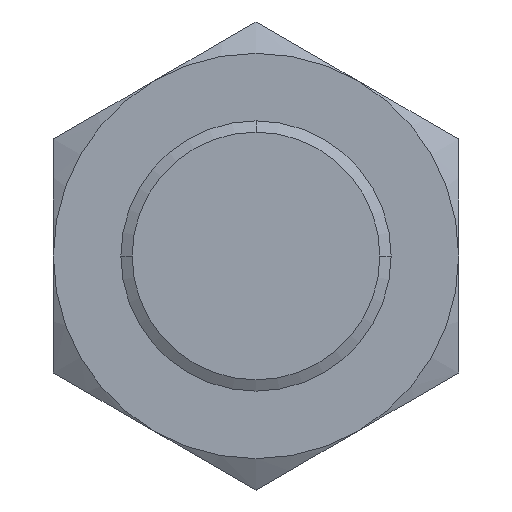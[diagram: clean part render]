
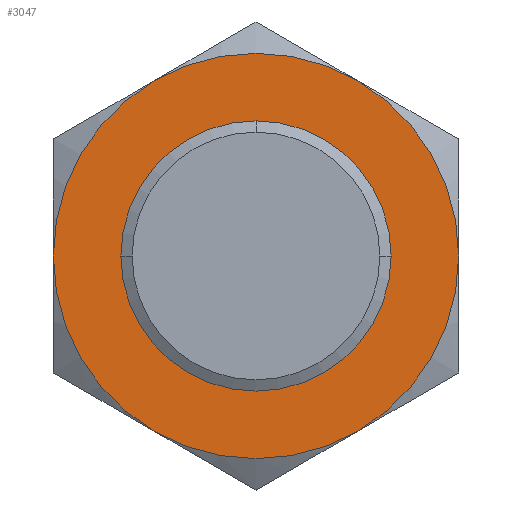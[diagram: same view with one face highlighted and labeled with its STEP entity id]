
A CAD part, front view. The second image highlights one B-rep face of the part: STEP entity #3047.
In plain terms, the highlighted planar face has unit normal (0, -1, 0).
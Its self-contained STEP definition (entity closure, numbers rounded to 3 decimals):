
#97 = EDGE_CURVE ( 'NONE', #3182, #3578, #1811, .T. ) ;
#110 = CARTESIAN_POINT ( 'NONE',  ( 0., 10., 0. ) ) ;
#117 = CIRCLE ( 'NONE', #2350, 9. ) ;
#238 = CARTESIAN_POINT ( 'NONE',  ( 6., 10., 0. ) ) ;
#261 = ORIENTED_EDGE ( 'NONE', *, *, #1486, .F. ) ;
#311 = AXIS2_PLACEMENT_3D ( 'NONE', #3535, #2645, #2103 ) ;
#349 = ORIENTED_EDGE ( 'NONE', *, *, #1091, .F. ) ;
#350 = AXIS2_PLACEMENT_3D ( 'NONE', #110, #2134, #526 ) ;
#353 = VERTEX_POINT ( 'NONE', #1218 ) ;
#526 = DIRECTION ( 'NONE',  ( 1., 0., 0. ) ) ;
#630 = DIRECTION ( 'NONE',  ( 1., 0., 0. ) ) ;
#633 = CARTESIAN_POINT ( 'NONE',  ( 0., 10., 0. ) ) ;
#677 = CARTESIAN_POINT ( 'NONE',  ( -4.5, 10., 7.794 ) ) ;
#723 = CARTESIAN_POINT ( 'NONE',  ( -4.5, 10., -7.794 ) ) ;
#731 = CARTESIAN_POINT ( 'NONE',  ( -6., 10., 0. ) ) ;
#853 = CIRCLE ( 'NONE', #3628, 6. ) ;
#955 = DIRECTION ( 'NONE',  ( 1., 0., 0. ) ) ;
#976 = DIRECTION ( 'NONE',  ( 1., 0., 0. ) ) ;
#986 = VERTEX_POINT ( 'NONE', #1077 ) ;
#1029 = DIRECTION ( 'NONE',  ( -1., 0., 0. ) ) ;
#1051 = EDGE_CURVE ( 'NONE', #353, #2844, #1113, .T. ) ;
#1077 = CARTESIAN_POINT ( 'NONE',  ( 4.5, 10., 7.794 ) ) ;
#1084 = FACE_OUTER_BOUND ( 'NONE', #3613, .T. ) ;
#1087 = DIRECTION ( 'NONE',  ( 0., 1., 0. ) ) ;
#1091 = EDGE_CURVE ( 'NONE', #3578, #3501, #2372, .T. ) ;
#1113 = CIRCLE ( 'NONE', #1525, 9. ) ;
#1207 = DIRECTION ( 'NONE',  ( 0., 1., 0. ) ) ;
#1218 = CARTESIAN_POINT ( 'NONE',  ( 9., 10., 0. ) ) ;
#1236 = ORIENTED_EDGE ( 'NONE', *, *, #97, .F. ) ;
#1268 = DIRECTION ( 'NONE',  ( 1., 0., 0. ) ) ;
#1300 = VERTEX_POINT ( 'NONE', #731 ) ;
#1399 = CARTESIAN_POINT ( 'NONE',  ( -9., 10., 0. ) ) ;
#1422 = ORIENTED_EDGE ( 'NONE', *, *, #2404, .F. ) ;
#1486 = EDGE_CURVE ( 'NONE', #3501, #986, #3524, .T. ) ;
#1499 = CARTESIAN_POINT ( 'NONE',  ( 0., 10., 0. ) ) ;
#1512 = AXIS2_PLACEMENT_3D ( 'NONE', #3510, #3469, #630 ) ;
#1516 = CIRCLE ( 'NONE', #3317, 9. ) ;
#1525 = AXIS2_PLACEMENT_3D ( 'NONE', #633, #1207, #955 ) ;
#1602 = ORIENTED_EDGE ( 'NONE', *, *, #2963, .F. ) ;
#1666 = DIRECTION ( 'NONE',  ( 1., 0., 0. ) ) ;
#1682 = CARTESIAN_POINT ( 'NONE',  ( 0., 10., 0. ) ) ;
#1811 = CIRCLE ( 'NONE', #1512, 9. ) ;
#1927 = DIRECTION ( 'NONE',  ( 0., 1., 0. ) ) ;
#2022 = CARTESIAN_POINT ( 'NONE',  ( 4.5, 10., -7.794 ) ) ;
#2103 = DIRECTION ( 'NONE',  ( 1., 0., 0. ) ) ;
#2134 = DIRECTION ( 'NONE',  ( 0., 1., 0. ) ) ;
#2161 = ORIENTED_EDGE ( 'NONE', *, *, #2544, .T. ) ;
#2212 = CARTESIAN_POINT ( 'NONE',  ( 0., 10., 0. ) ) ;
#2350 = AXIS2_PLACEMENT_3D ( 'NONE', #2212, #1927, #1268 ) ;
#2372 = CIRCLE ( 'NONE', #311, 9. ) ;
#2404 = EDGE_CURVE ( 'NONE', #986, #353, #117, .T. ) ;
#2436 = ORIENTED_EDGE ( 'NONE', *, *, #3691, .T. ) ;
#2467 = FACE_BOUND ( 'NONE', #3416, .T. ) ;
#2544 = EDGE_CURVE ( 'NONE', #1300, #2681, #3614, .T. ) ;
#2645 = DIRECTION ( 'NONE',  ( 0., 1., 0. ) ) ;
#2681 = VERTEX_POINT ( 'NONE', #238 ) ;
#2733 = DIRECTION ( 'NONE',  ( 0., -1., 0. ) ) ;
#2805 = AXIS2_PLACEMENT_3D ( 'NONE', #1682, #3398, #1666 ) ;
#2831 = AXIS2_PLACEMENT_3D ( 'NONE', #3339, #2733, #1029 ) ;
#2844 = VERTEX_POINT ( 'NONE', #2022 ) ;
#2963 = EDGE_CURVE ( 'NONE', #2844, #3182, #1516, .T. ) ;
#3047 = ADVANCED_FACE ( 'NONE', ( #1084, #2467 ), #3605, .T. ) ;
#3182 = VERTEX_POINT ( 'NONE', #723 ) ;
#3260 = DIRECTION ( 'NONE',  ( 0., 1., 0. ) ) ;
#3317 = AXIS2_PLACEMENT_3D ( 'NONE', #1499, #3260, #3585 ) ;
#3339 = CARTESIAN_POINT ( 'NONE',  ( 0., 10., -10.392 ) ) ;
#3398 = DIRECTION ( 'NONE',  ( 0., 1., 0. ) ) ;
#3416 = EDGE_LOOP ( 'NONE', ( #2436, #2161 ) ) ;
#3469 = DIRECTION ( 'NONE',  ( 0., 1., 0. ) ) ;
#3501 = VERTEX_POINT ( 'NONE', #677 ) ;
#3510 = CARTESIAN_POINT ( 'NONE',  ( 0., 10., 0. ) ) ;
#3524 = CIRCLE ( 'NONE', #2805, 9. ) ;
#3535 = CARTESIAN_POINT ( 'NONE',  ( 0., 10., 0. ) ) ;
#3578 = VERTEX_POINT ( 'NONE', #1399 ) ;
#3585 = DIRECTION ( 'NONE',  ( 1., 0., 0. ) ) ;
#3605 = PLANE ( 'NONE',  #2831 ) ;
#3613 = EDGE_LOOP ( 'NONE', ( #1422, #261, #349, #1236, #1602, #3677 ) ) ;
#3614 = CIRCLE ( 'NONE', #350, 6. ) ;
#3628 = AXIS2_PLACEMENT_3D ( 'NONE', #3659, #1087, #976 ) ;
#3659 = CARTESIAN_POINT ( 'NONE',  ( 0., 10., 0. ) ) ;
#3677 = ORIENTED_EDGE ( 'NONE', *, *, #1051, .F. ) ;
#3691 = EDGE_CURVE ( 'NONE', #2681, #1300, #853, .T. ) ;
